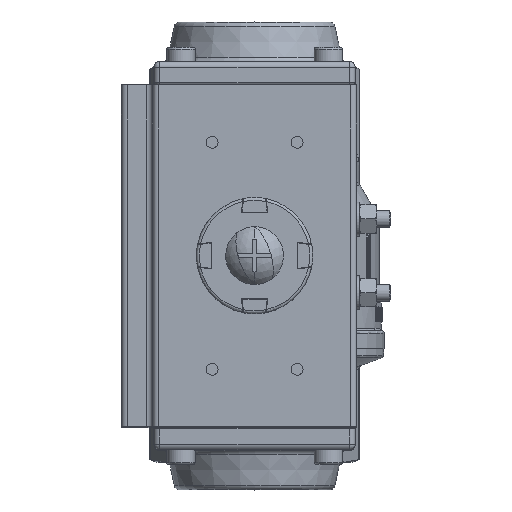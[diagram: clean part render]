
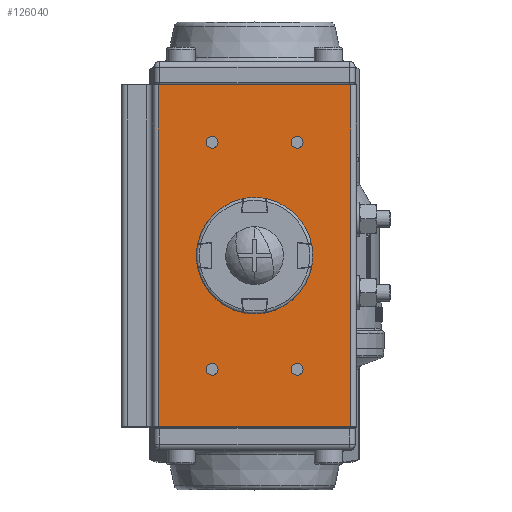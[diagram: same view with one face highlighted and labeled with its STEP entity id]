
A CAD part, top view. The second image highlights one B-rep face of the part: STEP entity #126040.
In plain terms, the highlighted planar face has unit normal (0, 0, 1).
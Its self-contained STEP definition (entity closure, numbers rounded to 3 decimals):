
#125901=CARTESIAN_POINT('',(34.,60.5,156.673));
#125902=DIRECTION('',(-0.,0.,-1.));
#125903=DIRECTION('',(-1.,-0.,0.));
#125904=AXIS2_PLACEMENT_3D('',#125901,#125902,#125903);
#125905=PLANE('',#125904);
#125906=CARTESIAN_POINT('',(15.,-37.9,156.673));
#125907=VERTEX_POINT('',#125906);
#125908=CARTESIAN_POINT('',(15.,-42.1,156.673));
#125909=VERTEX_POINT('',#125908);
#125910=CARTESIAN_POINT('',(15.,-40.,156.673));
#125911=DIRECTION('',(0.,-0.,1.));
#125912=DIRECTION('',(0.,1.,0.));
#125913=AXIS2_PLACEMENT_3D('',#125910,#125911,#125912);
#125914=CIRCLE('',#125913,2.1);
#125915=EDGE_CURVE('NONE',#125907,#125909,#125914,.T.);
#125916=ORIENTED_EDGE('',*,*,#125915,.F.);
#125917=CARTESIAN_POINT('',(15.,-40.,156.673));
#125918=DIRECTION('',(0.,-0.,1.));
#125919=DIRECTION('',(0.,1.,0.));
#125920=AXIS2_PLACEMENT_3D('',#125917,#125918,#125919);
#125921=CIRCLE('',#125920,2.1);
#125922=EDGE_CURVE('NONE',#125909,#125907,#125921,.T.);
#125923=ORIENTED_EDGE('',*,*,#125922,.F.);
#125924=EDGE_LOOP('',(#125916,#125923));
#125925=FACE_BOUND('',#125924,.T.);
#125926=CARTESIAN_POINT('',(-15.,-37.9,156.673));
#125927=VERTEX_POINT('',#125926);
#125928=CARTESIAN_POINT('',(-15.,-42.1,156.673));
#125929=VERTEX_POINT('',#125928);
#125930=CARTESIAN_POINT('',(-15.,-40.,156.673));
#125931=DIRECTION('',(0.,-0.,1.));
#125932=DIRECTION('',(0.,1.,0.));
#125933=AXIS2_PLACEMENT_3D('',#125930,#125931,#125932);
#125934=CIRCLE('',#125933,2.1);
#125935=EDGE_CURVE('NONE',#125927,#125929,#125934,.T.);
#125936=ORIENTED_EDGE('',*,*,#125935,.F.);
#125937=CARTESIAN_POINT('',(-15.,-40.,156.673));
#125938=DIRECTION('',(0.,-0.,1.));
#125939=DIRECTION('',(0.,1.,0.));
#125940=AXIS2_PLACEMENT_3D('',#125937,#125938,#125939);
#125941=CIRCLE('',#125940,2.1);
#125942=EDGE_CURVE('NONE',#125929,#125927,#125941,.T.);
#125943=ORIENTED_EDGE('',*,*,#125942,.F.);
#125944=EDGE_LOOP('',(#125936,#125943));
#125945=FACE_BOUND('',#125944,.T.);
#125946=CARTESIAN_POINT('',(-34.,60.279,156.673));
#125947=VERTEX_POINT('',#125946);
#125948=CARTESIAN_POINT('',(-34.,-60.279,156.673));
#125949=VERTEX_POINT('',#125948);
#125950=CARTESIAN_POINT('',(-34.,60.279,156.673));
#125951=DIRECTION('',(-0.,-1.,-0.));
#125952=VECTOR('',#125951,120.558);
#125953=LINE('',#125950,#125952);
#125954=EDGE_CURVE('',#125947,#125949,#125953,.T.);
#125955=ORIENTED_EDGE('',*,*,#125954,.T.);
#125956=CARTESIAN_POINT('',(34.,-60.279,156.673));
#125957=VERTEX_POINT('',#125956);
#125958=CARTESIAN_POINT('',(-34.,-60.279,156.673));
#125959=DIRECTION('',(1.,0.,-0.));
#125960=VECTOR('',#125959,68.);
#125961=LINE('',#125958,#125960);
#125962=EDGE_CURVE('',#125949,#125957,#125961,.T.);
#125963=ORIENTED_EDGE('',*,*,#125962,.T.);
#125964=CARTESIAN_POINT('',(34.,60.279,156.673));
#125965=VERTEX_POINT('',#125964);
#125966=CARTESIAN_POINT('',(34.,60.279,156.673));
#125967=DIRECTION('',(-0.,-1.,-0.));
#125968=VECTOR('',#125967,120.558);
#125969=LINE('',#125966,#125968);
#125970=EDGE_CURVE('',#125965,#125957,#125969,.T.);
#125971=ORIENTED_EDGE('',*,*,#125970,.F.);
#125972=CARTESIAN_POINT('',(34.,60.279,156.673));
#125973=DIRECTION('',(-1.,-0.,0.));
#125974=VECTOR('',#125973,68.);
#125975=LINE('',#125972,#125974);
#125976=EDGE_CURVE('',#125965,#125947,#125975,.T.);
#125977=ORIENTED_EDGE('',*,*,#125976,.T.);
#125978=EDGE_LOOP('',(#125955,#125963,#125971,#125977));
#125979=FACE_BOUND('',#125978,.T.);
#125980=CARTESIAN_POINT('',(15.,42.1,156.673));
#125981=VERTEX_POINT('',#125980);
#125982=CARTESIAN_POINT('',(15.,37.9,156.673));
#125983=VERTEX_POINT('',#125982);
#125984=CARTESIAN_POINT('',(15.,40.,156.673));
#125985=DIRECTION('',(0.,-0.,1.));
#125986=DIRECTION('',(0.,1.,0.));
#125987=AXIS2_PLACEMENT_3D('',#125984,#125985,#125986);
#125988=CIRCLE('',#125987,2.1);
#125989=EDGE_CURVE('NONE',#125981,#125983,#125988,.T.);
#125990=ORIENTED_EDGE('',*,*,#125989,.F.);
#125991=CARTESIAN_POINT('',(15.,40.,156.673));
#125992=DIRECTION('',(0.,-0.,1.));
#125993=DIRECTION('',(0.,1.,0.));
#125994=AXIS2_PLACEMENT_3D('',#125991,#125992,#125993);
#125995=CIRCLE('',#125994,2.1);
#125996=EDGE_CURVE('NONE',#125983,#125981,#125995,.T.);
#125997=ORIENTED_EDGE('',*,*,#125996,.F.);
#125998=EDGE_LOOP('',(#125990,#125997));
#125999=FACE_BOUND('',#125998,.T.);
#126000=CARTESIAN_POINT('',(-15.,42.1,156.673));
#126001=VERTEX_POINT('',#126000);
#126002=CARTESIAN_POINT('',(-15.,37.9,156.673));
#126003=VERTEX_POINT('',#126002);
#126004=CARTESIAN_POINT('',(-15.,40.,156.673));
#126005=DIRECTION('',(0.,-0.,1.));
#126006=DIRECTION('',(0.,1.,0.));
#126007=AXIS2_PLACEMENT_3D('',#126004,#126005,#126006);
#126008=CIRCLE('',#126007,2.1);
#126009=EDGE_CURVE('NONE',#126001,#126003,#126008,.T.);
#126010=ORIENTED_EDGE('',*,*,#126009,.F.);
#126011=CARTESIAN_POINT('',(-15.,40.,156.673));
#126012=DIRECTION('',(0.,-0.,1.));
#126013=DIRECTION('',(0.,1.,0.));
#126014=AXIS2_PLACEMENT_3D('',#126011,#126012,#126013);
#126015=CIRCLE('',#126014,2.1);
#126016=EDGE_CURVE('NONE',#126003,#126001,#126015,.T.);
#126017=ORIENTED_EDGE('',*,*,#126016,.F.);
#126018=EDGE_LOOP('',(#126010,#126017));
#126019=FACE_BOUND('',#126018,.T.);
#126020=CARTESIAN_POINT('',(0.,9.,156.673));
#126021=VERTEX_POINT('',#126020);
#126022=CARTESIAN_POINT('',(0.,-9.,156.673));
#126023=VERTEX_POINT('',#126022);
#126024=CARTESIAN_POINT('',(0.,0.,156.673));
#126025=DIRECTION('',(-0.,0.,-1.));
#126026=DIRECTION('',(-1.,0.,0.));
#126027=AXIS2_PLACEMENT_3D('',#126024,#126025,#126026);
#126028=CIRCLE('',#126027,9.);
#126029=EDGE_CURVE('',#126021,#126023,#126028,.T.);
#126030=ORIENTED_EDGE('',*,*,#126029,.T.);
#126031=CARTESIAN_POINT('',(0.,0.,156.673));
#126032=DIRECTION('',(-0.,0.,-1.));
#126033=DIRECTION('',(-1.,0.,0.));
#126034=AXIS2_PLACEMENT_3D('',#126031,#126032,#126033);
#126035=CIRCLE('',#126034,9.);
#126036=EDGE_CURVE('',#126023,#126021,#126035,.T.);
#126037=ORIENTED_EDGE('',*,*,#126036,.T.);
#126038=EDGE_LOOP('',(#126030,#126037));
#126039=FACE_BOUND('',#126038,.T.);
#126040=ADVANCED_FACE('',(#125925,#125945,#125979,#125999,#126019,#126039),#125905,.F.);
